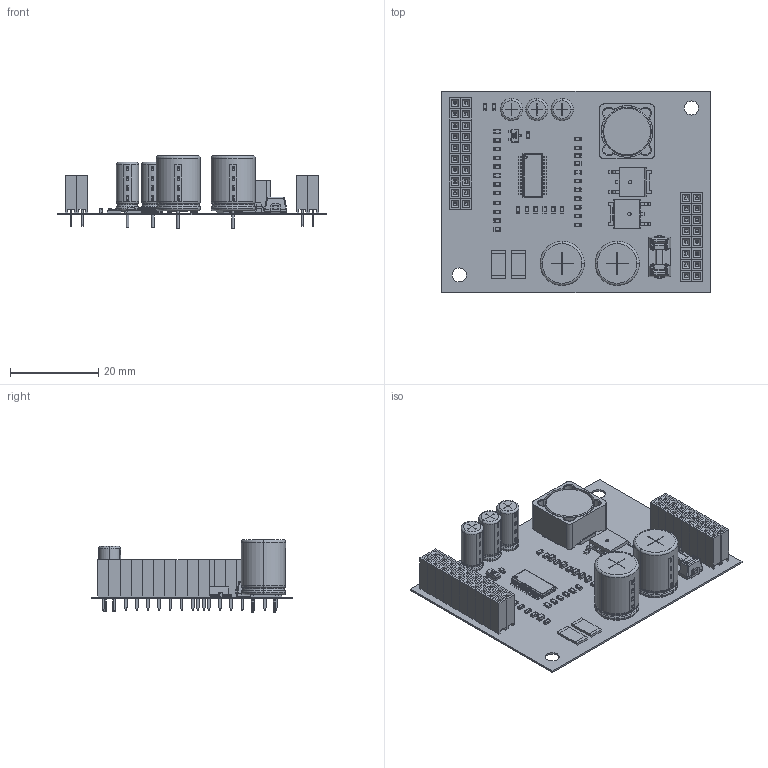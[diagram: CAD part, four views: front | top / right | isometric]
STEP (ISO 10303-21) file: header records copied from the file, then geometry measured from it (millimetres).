
FILE_DESCRIPTION(('Open CASCADE Model'),'2;1');
FILE_NAME('Open CASCADE Shape Model','2020-08-23T01:06:26',('Author'),( 'Open CASCADE'),'Open CASCADE STEP processor 6.8','Open CASCADE 6.8' ,'Unknown');
FILE_SCHEMA(('AUTOMOTIVE_DESIGN { 1 0 10303 214 1 1 1 1 }'));
Length unit declared in the file: millimetre
Products named in the file (74): PCB; Board; Open CASCADE STEP translator 6.8 2.1.1; F1; Littlefuse_0154_Holder_and_Fuse; Littlefuse_0154_000; Littlefuse_0154_holder_Contact; Littlefuse_0451_SMD; C14; Cap_electro_5x11x2mm; R25; Chip_Resistor_0603; R24; C16; Chip_Capacitor_0603; C15; C13; C12; XP2; PBS-1; XP1; U1; 6184731888; Open_CASCADE_STEP_translator_6.8_2.1; Body; Open_CASCADE_STEP_translator_6.8_2.2.1; Leader; R23; R22; R21; R20; R19; R18; R17; R16; R15; R14; R13; R12; 6300058304 ...
Assembly tree (172 placements, depth 5):
  PCB
    Board
      Open CASCADE STEP translator 6.8 2.1.1
    F1
      Littlefuse_0154_Holder_and_Fuse
        Littlefuse_0154_000
        Littlefuse_0154_holder_Contact  x2
        Littlefuse_0451_SMD
    C14
      Cap_electro_5x11x2mm
    R25
      Chip_Resistor_0603
    R24
      Chip_Resistor_0603
    C16
      Chip_Capacitor_0603
    C15
      Cap_electro_5x11x2mm
    C13
      Cap_electro_5x11x2mm
    C12
      Chip_Capacitor_0603
    XP2
      PBS-1  x16
    XP1
      PBS-1  x20
    U1
      6184731888
        Open_CASCADE_STEP_translator_6.8_2.1
        Body
          Open_CASCADE_STEP_translator_6.8_2.2.1
        Leader  x28
    R23
      Chip_Resistor_0603
    R22
      Chip_Resistor_0603
    R21
      Chip_Resistor_0603
    R20
      Chip_Resistor_0603
    R19
      Chip_Resistor_0603
    R18
      Chip_Resistor_0603
    R17
      Chip_Resistor_0603
    R16
      Chip_Resistor_0603
    R15
      Chip_Resistor_0603
    R14
      Chip_Resistor_0603
    R13
      Chip_Resistor_0603
    R12
      6300058304
        Extruded
      6300057904
        Extruded
      6300467040
Bounding box: 61 x 45.7 x 16.5 mm (x, y, z)
Volume: 3867.4 mm3; surface area: 17226.9 mm2
Topology: 166 solids, 187 shells, 4979 faces, 11666 edges, 6928 vertices
Faces by surface type: plane 2859, cylinder 1471, torus 260, sphere 202, bspline 183, cone 4
Full cylindrical faces by diameter (mm): 0.562 x1, 0.8 x6, 1 x4, 1.1 x36, 3.2 x2
Entity records: 47306 total; most frequent: CARTESIAN_POINT 13639, DIRECTION 5705, ORIENTED_EDGE 5651, EDGE_CURVE 2880, AXIS2_PLACEMENT_3D 1967, VERTEX_POINT 1833, LINE 1771, VECTOR 1771
